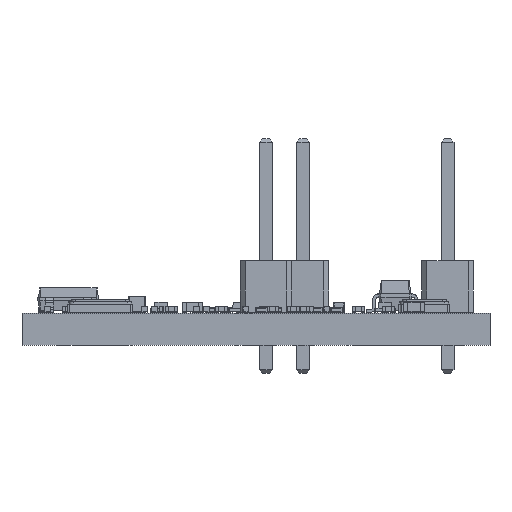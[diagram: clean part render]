
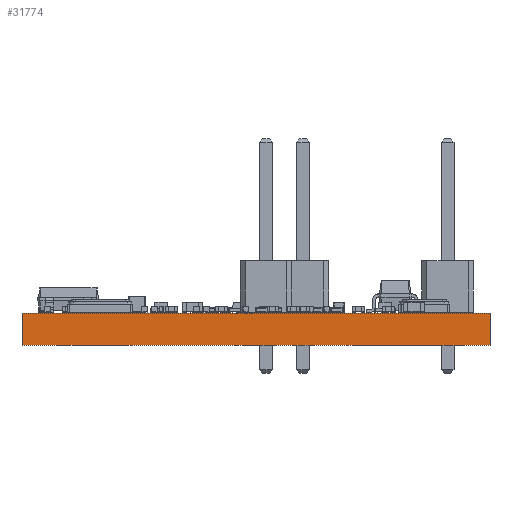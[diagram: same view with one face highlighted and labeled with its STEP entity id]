
A CAD part, front view. The second image highlights one B-rep face of the part: STEP entity #31774.
In plain terms, the highlighted planar face has unit normal (0, -1, 0).
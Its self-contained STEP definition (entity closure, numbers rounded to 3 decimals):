
#31774 = ADVANCED_FACE('',(#31775),#31789,.T.);
#31775 = FACE_BOUND('',#31776,.T.);
#31776 = EDGE_LOOP('',(#31777,#31812,#31840,#31868));
#31777 = ORIENTED_EDGE('',*,*,#31778,.T.);
#31778 = EDGE_CURVE('',#31779,#31781,#31783,.T.);
#31779 = VERTEX_POINT('',#31780);
#31780 = CARTESIAN_POINT('',(23.048,-0.,0.));
#31781 = VERTEX_POINT('',#31782);
#31782 = CARTESIAN_POINT('',(23.048,0.,1.58));
#31783 = SURFACE_CURVE('',#31784,(#31788,#31800),.PCURVE_S1.);
#31784 = LINE('',#31785,#31786);
#31785 = CARTESIAN_POINT('',(23.048,-0.,0.));
#31786 = VECTOR('',#31787,1.);
#31787 = DIRECTION('',(0.,0.,1.));
#31788 = PCURVE('',#31789,#31794);
#31789 = PLANE('',#31790);
#31790 = AXIS2_PLACEMENT_3D('',#31791,#31792,#31793);
#31791 = CARTESIAN_POINT('',(23.048,0.,0.));
#31792 = DIRECTION('',(0.,-1.,0.));
#31793 = DIRECTION('',(-1.,0.,0.));
#31794 = DEFINITIONAL_REPRESENTATION('',(#31795),#31799);
#31795 = LINE('',#31796,#31797);
#31796 = CARTESIAN_POINT('',(0.,0.));
#31797 = VECTOR('',#31798,1.);
#31798 = DIRECTION('',(0.,-1.));
#31799 = ( GEOMETRIC_REPRESENTATION_CONTEXT(2) 
PARAMETRIC_REPRESENTATION_CONTEXT() REPRESENTATION_CONTEXT('2D SPACE',''
  ) );
#31800 = PCURVE('',#31801,#31806);
#31801 = PLANE('',#31802);
#31802 = AXIS2_PLACEMENT_3D('',#31803,#31804,#31805);
#31803 = CARTESIAN_POINT('',(23.048,79.042,0.));
#31804 = DIRECTION('',(1.,0.,-0.));
#31805 = DIRECTION('',(0.,-1.,0.));
#31806 = DEFINITIONAL_REPRESENTATION('',(#31807),#31811);
#31807 = LINE('',#31808,#31809);
#31808 = CARTESIAN_POINT('',(79.042,0.));
#31809 = VECTOR('',#31810,1.);
#31810 = DIRECTION('',(0.,-1.));
#31811 = ( GEOMETRIC_REPRESENTATION_CONTEXT(2) 
PARAMETRIC_REPRESENTATION_CONTEXT() REPRESENTATION_CONTEXT('2D SPACE',''
  ) );
#31812 = ORIENTED_EDGE('',*,*,#31813,.T.);
#31813 = EDGE_CURVE('',#31781,#31814,#31816,.T.);
#31814 = VERTEX_POINT('',#31815);
#31815 = CARTESIAN_POINT('',(0.,0.,1.58));
#31816 = SURFACE_CURVE('',#31817,(#31821,#31828),.PCURVE_S1.);
#31817 = LINE('',#31818,#31819);
#31818 = CARTESIAN_POINT('',(23.048,0.,1.58));
#31819 = VECTOR('',#31820,1.);
#31820 = DIRECTION('',(-1.,0.,0.));
#31821 = PCURVE('',#31789,#31822);
#31822 = DEFINITIONAL_REPRESENTATION('',(#31823),#31827);
#31823 = LINE('',#31824,#31825);
#31824 = CARTESIAN_POINT('',(0.,-1.58));
#31825 = VECTOR('',#31826,1.);
#31826 = DIRECTION('',(1.,0.));
#31827 = ( GEOMETRIC_REPRESENTATION_CONTEXT(2) 
PARAMETRIC_REPRESENTATION_CONTEXT() REPRESENTATION_CONTEXT('2D SPACE',''
  ) );
#31828 = PCURVE('',#31829,#31834);
#31829 = PLANE('',#31830);
#31830 = AXIS2_PLACEMENT_3D('',#31831,#31832,#31833);
#31831 = CARTESIAN_POINT('',(11.524,39.521,1.58));
#31832 = DIRECTION('',(-0.,-0.,-1.));
#31833 = DIRECTION('',(-1.,0.,0.));
#31834 = DEFINITIONAL_REPRESENTATION('',(#31835),#31839);
#31835 = LINE('',#31836,#31837);
#31836 = CARTESIAN_POINT('',(-11.524,-39.521));
#31837 = VECTOR('',#31838,1.);
#31838 = DIRECTION('',(1.,0.));
#31839 = ( GEOMETRIC_REPRESENTATION_CONTEXT(2) 
PARAMETRIC_REPRESENTATION_CONTEXT() REPRESENTATION_CONTEXT('2D SPACE',''
  ) );
#31840 = ORIENTED_EDGE('',*,*,#31841,.F.);
#31841 = EDGE_CURVE('',#31842,#31814,#31844,.T.);
#31842 = VERTEX_POINT('',#31843);
#31843 = CARTESIAN_POINT('',(0.,-0.,0.));
#31844 = SURFACE_CURVE('',#31845,(#31849,#31856),.PCURVE_S1.);
#31845 = LINE('',#31846,#31847);
#31846 = CARTESIAN_POINT('',(0.,-0.,0.));
#31847 = VECTOR('',#31848,1.);
#31848 = DIRECTION('',(0.,0.,1.));
#31849 = PCURVE('',#31789,#31850);
#31850 = DEFINITIONAL_REPRESENTATION('',(#31851),#31855);
#31851 = LINE('',#31852,#31853);
#31852 = CARTESIAN_POINT('',(23.048,0.));
#31853 = VECTOR('',#31854,1.);
#31854 = DIRECTION('',(0.,-1.));
#31855 = ( GEOMETRIC_REPRESENTATION_CONTEXT(2) 
PARAMETRIC_REPRESENTATION_CONTEXT() REPRESENTATION_CONTEXT('2D SPACE',''
  ) );
#31856 = PCURVE('',#31857,#31862);
#31857 = PLANE('',#31858);
#31858 = AXIS2_PLACEMENT_3D('',#31859,#31860,#31861);
#31859 = CARTESIAN_POINT('',(0.,0.,0.));
#31860 = DIRECTION('',(-1.,0.,0.));
#31861 = DIRECTION('',(0.,1.,0.));
#31862 = DEFINITIONAL_REPRESENTATION('',(#31863),#31867);
#31863 = LINE('',#31864,#31865);
#31864 = CARTESIAN_POINT('',(0.,0.));
#31865 = VECTOR('',#31866,1.);
#31866 = DIRECTION('',(0.,-1.));
#31867 = ( GEOMETRIC_REPRESENTATION_CONTEXT(2) 
PARAMETRIC_REPRESENTATION_CONTEXT() REPRESENTATION_CONTEXT('2D SPACE',''
  ) );
#31868 = ORIENTED_EDGE('',*,*,#31869,.F.);
#31869 = EDGE_CURVE('',#31779,#31842,#31870,.T.);
#31870 = SURFACE_CURVE('',#31871,(#31875,#31882),.PCURVE_S1.);
#31871 = LINE('',#31872,#31873);
#31872 = CARTESIAN_POINT('',(23.048,-0.,0.));
#31873 = VECTOR('',#31874,1.);
#31874 = DIRECTION('',(-1.,0.,0.));
#31875 = PCURVE('',#31789,#31876);
#31876 = DEFINITIONAL_REPRESENTATION('',(#31877),#31881);
#31877 = LINE('',#31878,#31879);
#31878 = CARTESIAN_POINT('',(0.,0.));
#31879 = VECTOR('',#31880,1.);
#31880 = DIRECTION('',(1.,0.));
#31881 = ( GEOMETRIC_REPRESENTATION_CONTEXT(2) 
PARAMETRIC_REPRESENTATION_CONTEXT() REPRESENTATION_CONTEXT('2D SPACE',''
  ) );
#31882 = PCURVE('',#31883,#31888);
#31883 = PLANE('',#31884);
#31884 = AXIS2_PLACEMENT_3D('',#31885,#31886,#31887);
#31885 = CARTESIAN_POINT('',(11.524,39.521,0.));
#31886 = DIRECTION('',(-0.,-0.,-1.));
#31887 = DIRECTION('',(-1.,0.,0.));
#31888 = DEFINITIONAL_REPRESENTATION('',(#31889),#31893);
#31889 = LINE('',#31890,#31891);
#31890 = CARTESIAN_POINT('',(-11.524,-39.521));
#31891 = VECTOR('',#31892,1.);
#31892 = DIRECTION('',(1.,0.));
#31893 = ( GEOMETRIC_REPRESENTATION_CONTEXT(2) 
PARAMETRIC_REPRESENTATION_CONTEXT() REPRESENTATION_CONTEXT('2D SPACE',''
  ) );
